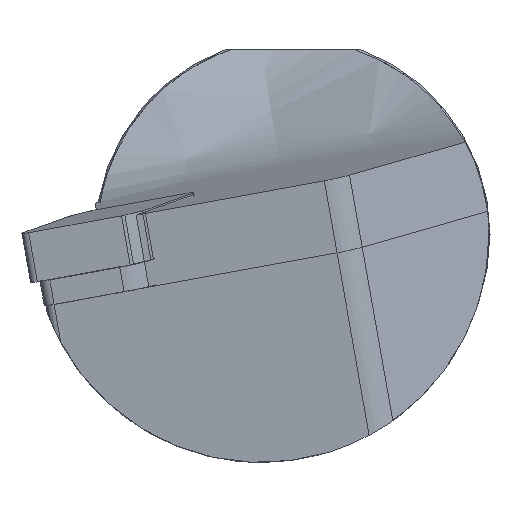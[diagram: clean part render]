
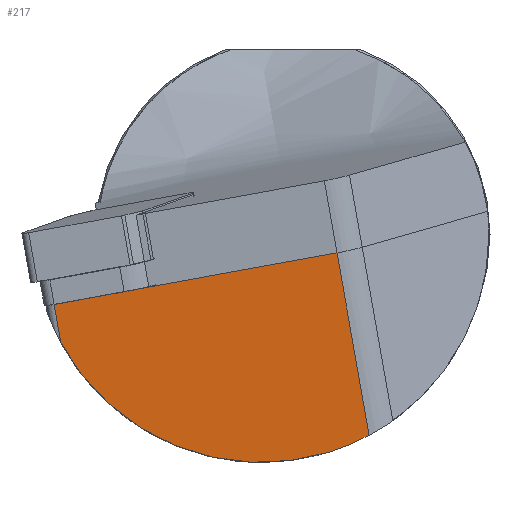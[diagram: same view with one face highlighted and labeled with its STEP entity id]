
A CAD part, left-side view. The second image highlights one B-rep face of the part: STEP entity #217.
In plain terms, the highlighted planar face has unit normal (-0.993, -0.069, -0.094).
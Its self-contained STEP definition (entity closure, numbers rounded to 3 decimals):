
#176=ELLIPSE('',#1142,29.048,28.85);
#217=ADVANCED_FACE('',(#302),#271,.F.);
#271=PLANE('',#1147);
#302=FACE_OUTER_BOUND('',#358,.T.);
#358=EDGE_LOOP('',(#485,#486,#487,#488,#489,#490));
#485=ORIENTED_EDGE('',*,*,#870,.F.);
#486=ORIENTED_EDGE('',*,*,#836,.T.);
#487=ORIENTED_EDGE('',*,*,#871,.T.);
#488=ORIENTED_EDGE('',*,*,#872,.F.);
#489=ORIENTED_EDGE('',*,*,#863,.T.);
#490=ORIENTED_EDGE('',*,*,#868,.T.);
#741=VERTEX_POINT('',#1513);
#742=VERTEX_POINT('',#1514);
#765=VERTEX_POINT('',#1589);
#766=VERTEX_POINT('',#1591);
#769=VERTEX_POINT('',#1644);
#771=VERTEX_POINT('',#1651);
#836=EDGE_CURVE('',#741,#742,#983,.T.);
#863=EDGE_CURVE('',#766,#765,#176,.T.);
#868=EDGE_CURVE('',#765,#769,#999,.T.);
#870=EDGE_CURVE('',#741,#769,#1001,.T.);
#871=EDGE_CURVE('',#742,#771,#1002,.T.);
#872=EDGE_CURVE('',#766,#771,#1003,.T.);
#983=LINE('',#1512,#1056);
#999=LINE('',#1646,#1072);
#1001=LINE('',#1649,#1074);
#1002=LINE('',#1650,#1075);
#1003=LINE('',#1652,#1076);
#1056=VECTOR('',#1234,1.);
#1072=VECTOR('',#1282,1.);
#1074=VECTOR('',#1286,1.);
#1075=VECTOR('',#1287,1.);
#1076=VECTOR('',#1288,1.);
#1142=AXIS2_PLACEMENT_3D('',#1590,#1274,#1275);
#1147=AXIS2_PLACEMENT_3D('',#1653,#1289,#1290);
#1234=DIRECTION('',(-0.051,0.983,-0.179));
#1274=DIRECTION('',(-0.993,-0.069,-0.094));
#1275=DIRECTION('',(-0.117,0.589,0.8));
#1282=DIRECTION('',(-0.105,0.173,0.979));
#1286=DIRECTION('',(0.051,-0.983,0.179));
#1287=DIRECTION('',(-0.051,0.983,-0.179));
#1288=DIRECTION('',(-0.105,0.173,0.979));
#1289=DIRECTION('',(0.993,0.069,0.094));
#1290=DIRECTION('',(0.094,0.,-0.996));
#1512=CARTESIAN_POINT('',(-195.219,-3.853,-2.399));
#1513=CARTESIAN_POINT('',(-196.468,19.991,-6.737));
#1514=CARTESIAN_POINT('',(-196.555,21.65,-7.039));
#1589=CARTESIAN_POINT('',(-192.751,-7.93,-25.521));
#1590=CARTESIAN_POINT('',(-196.102,5.75,-0.121));
#1591=CARTESIAN_POINT('',(-196.581,31.161,-13.78));
#1644=CARTESIAN_POINT('',(-195.219,-3.853,-2.399));
#1646=CARTESIAN_POINT('',(-247.6,82.69,488.405));
#1649=CARTESIAN_POINT('',(-195.219,-3.853,-2.399));
#1650=CARTESIAN_POINT('',(-195.219,-3.853,-2.399));
#1651=CARTESIAN_POINT('',(-197.099,32.018,-8.925));
#1652=CARTESIAN_POINT('',(-249.48,118.56,481.88));
#1653=CARTESIAN_POINT('',(-247.6,82.69,488.405));
